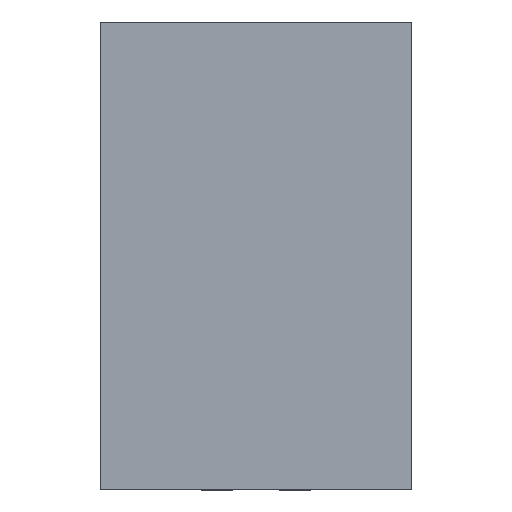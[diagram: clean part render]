
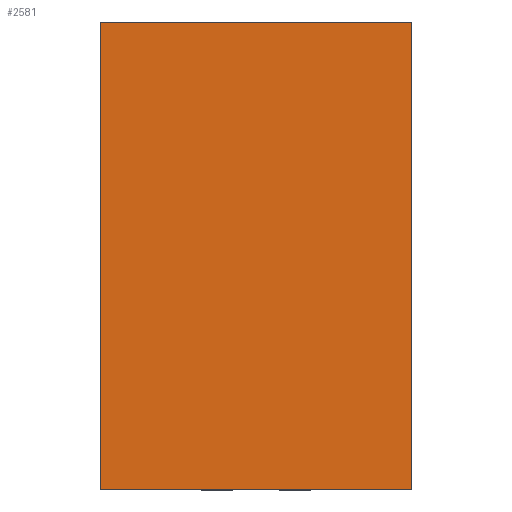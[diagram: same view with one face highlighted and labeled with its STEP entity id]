
A CAD part, top view. The second image highlights one B-rep face of the part: STEP entity #2581.
In plain terms, the highlighted face is planar.
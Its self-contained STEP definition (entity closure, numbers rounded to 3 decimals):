
#941=DIRECTION('',(0.,0.,1.));
#942=VECTOR('',#941,3.);
#943=CARTESIAN_POINT('',(-1.,0.75,-1.5));
#944=LINE('',#943,#942);
#948=DIRECTION('',(-1.,0.,0.));
#949=VECTOR('',#948,2.);
#950=CARTESIAN_POINT('',(1.,0.75,-1.5));
#951=LINE('',#950,#949);
#955=DIRECTION('',(0.,0.,-1.));
#956=VECTOR('',#955,3.);
#957=CARTESIAN_POINT('',(1.,0.75,1.5));
#958=LINE('',#957,#956);
#962=DIRECTION('',(1.,0.,0.));
#963=VECTOR('',#962,2.);
#964=CARTESIAN_POINT('',(-1.,0.75,1.5));
#965=LINE('',#964,#963);
#1878=CARTESIAN_POINT('',(-1.,0.75,-1.5));
#1879=CARTESIAN_POINT('',(-1.,0.75,1.5));
#1880=VERTEX_POINT('',#1878);
#1881=VERTEX_POINT('',#1879);
#1882=CARTESIAN_POINT('',(1.,0.75,1.5));
#1883=VERTEX_POINT('',#1882);
#1884=CARTESIAN_POINT('',(1.,0.75,-1.5));
#1885=VERTEX_POINT('',#1884);
#2570=CARTESIAN_POINT('',(0.,0.75,0.));
#2571=DIRECTION('',(0.,1.,0.));
#2572=DIRECTION('',(1.,0.,0.));
#2573=AXIS2_PLACEMENT_3D('',#2570,#2571,#2572);
#2574=PLANE('',#2573);
#2575=ORIENTED_EDGE('',*,*,#2410,.F.);
#2576=ORIENTED_EDGE('',*,*,#2467,.F.);
#2577=ORIENTED_EDGE('',*,*,#2495,.F.);
#2578=ORIENTED_EDGE('',*,*,#2550,.F.);
#2579=EDGE_LOOP('',(#2575,#2576,#2577,#2578));
#2580=FACE_OUTER_BOUND('',#2579,.F.);
#2581=ADVANCED_FACE('',(#2580),#2574,.T.);
#2410=EDGE_CURVE('',#1880,#1881,#944,.T.);
#2467=EDGE_CURVE('',#1885,#1880,#951,.T.);
#2495=EDGE_CURVE('',#1883,#1885,#958,.T.);
#2550=EDGE_CURVE('',#1881,#1883,#965,.T.);
